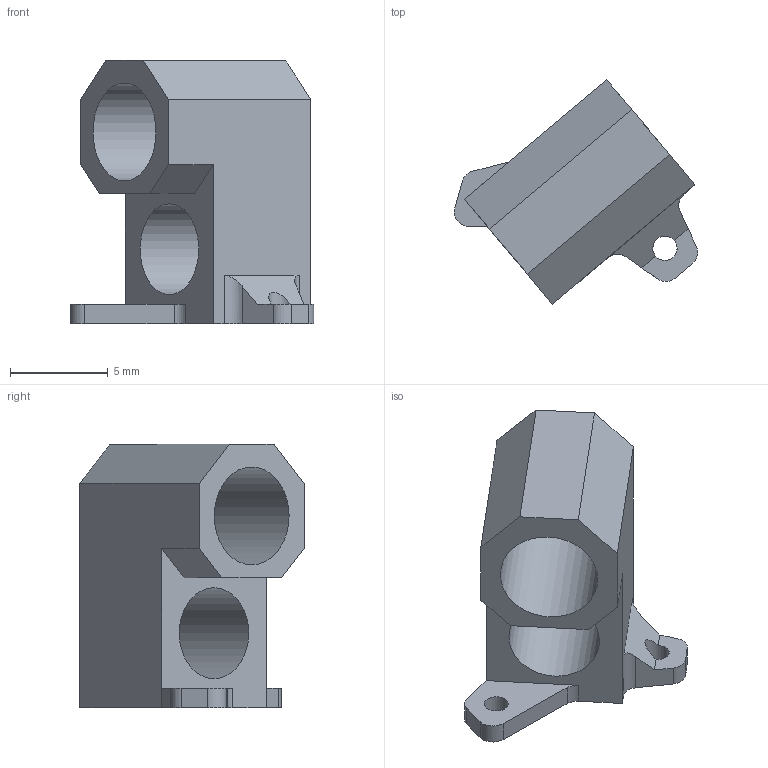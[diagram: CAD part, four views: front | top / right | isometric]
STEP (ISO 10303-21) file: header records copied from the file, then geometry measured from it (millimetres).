
FILE_DESCRIPTION(/* description */ (''),/* implementation_level */ '2;1');
FILE_NAME(/* name */ 'sensormount -fl.stp',/* time_stamp */ '2025-02-08T20:10:30+09:00',/* author */ ('IshiiLabHonda'),/* organization */ (''),/* preprocessor_version */ 'ST-DEVELOPER v19.2',/* originating_system */ 'Autodesk Inventor 2023',/* authorisation */ '');
FILE_SCHEMA (('AUTOMOTIVE_DESIGN { 1 0 10303 214 3 1 1 }'));
Length unit declared in the file: millimetre
Products named in the file (1): sensormount
Bounding box: 12.44 x 11.47 x 13.5 mm (x, y, z)
Volume: 439.9 mm3; surface area: 729.1 mm2
Topology: 1 solids, 1 shells, 32 faces, 208 edges, 295 vertices
Faces by surface type: plane 21, cylinder 11
Full cylindrical faces by diameter (mm): 1.25 x2, 4.65 x1, 5 x1
Entity records: 1657 total; most frequent: CARTESIAN_POINT 420, DIRECTION 222, ORIENTED_EDGE 184, STYLED_ITEM 117, POLYLINE 96, EDGE_CURVE 92, AXIS2_PLACEMENT_3D 77, LINE 68
